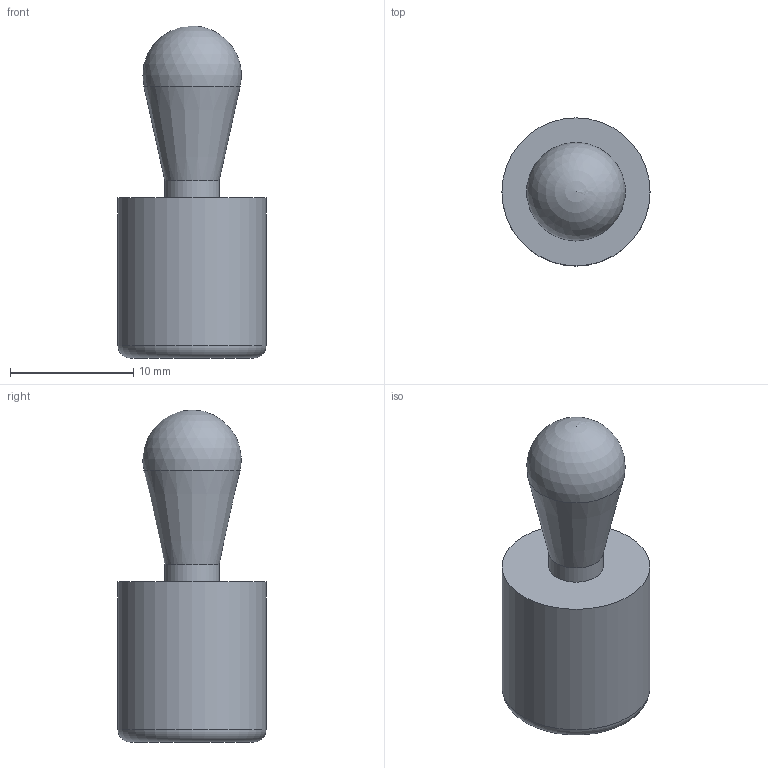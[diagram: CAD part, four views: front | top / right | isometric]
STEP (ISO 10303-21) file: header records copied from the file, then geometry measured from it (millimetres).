
FILE_DESCRIPTION( ( 'Unknown' ), '1' );
FILE_NAME( 'PT56A-1208-050.stp', 'Unknown', ( 'Unknown' ), ( 'Unknown' ), 'PSStep 16.0.42', 'Unknown', ' ' );
FILE_SCHEMA( ( 'AUTOMOTIVE_DESIGN { 1 0 10303 214 1 1 1 1 }' ) );
Length unit declared in the file: millimetre
Products named in the file (1): 1
Bounding box: 12 x 12 x 26.9 mm (x, y, z)
Volume: 1887.5 mm3; surface area: 975.6 mm2
Topology: 1 solids, 1 shells, 7 faces, 12 edges, 7 vertices
Faces by surface type: cylinder 2, plane 2, sphere 1, cone 1, torus 1
Full cylindrical faces by diameter (mm): 4.4 x1, 12 x1
Entity records: 210 total; most frequent: DIRECTION 28, CARTESIAN_POINT 21, AXIS2_PLACEMENT_3D 14, EDGE_LOOP 12, ORIENTED_EDGE 12, FACE_OUTER_BOUND 10, STYLED_ITEM 7, PRESENTATION_STYLE_ASSIGNMENT 7
